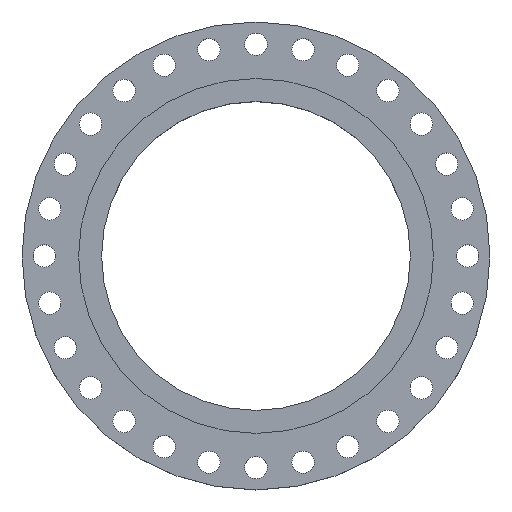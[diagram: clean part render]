
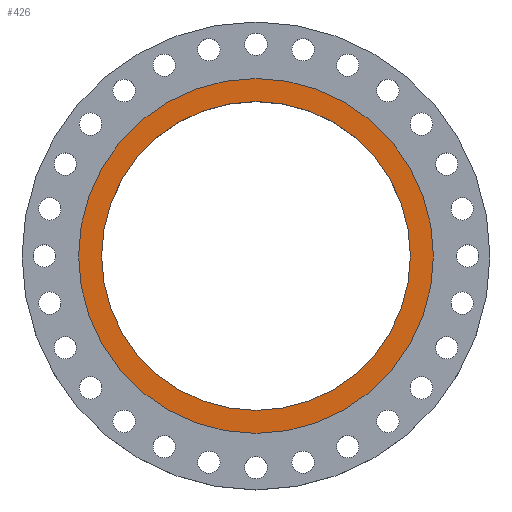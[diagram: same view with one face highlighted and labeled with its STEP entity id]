
A CAD part, top view. The second image highlights one B-rep face of the part: STEP entity #426.
In plain terms, the highlighted planar face has unit normal (0, 0, 1).
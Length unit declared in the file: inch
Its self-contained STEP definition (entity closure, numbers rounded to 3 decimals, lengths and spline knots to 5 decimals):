
#177 = EDGE_CURVE ( 'NONE', #1733, #1655, #1688, .T. ) ;
#219 = CARTESIAN_POINT ( 'NONE',  ( 16.875, 0., 0. ) ) ;
#372 = ORIENTED_EDGE ( 'NONE', *, *, #1963, .T. ) ;
#426 = ADVANCED_FACE ( 'NONE', ( #928, #538 ), #522, .F. ) ;
#500 = AXIS2_PLACEMENT_3D ( 'NONE', #2338, #2356, #934 ) ;
#513 = DIRECTION ( 'NONE',  ( -1., 0., 0. ) ) ;
#522 = PLANE ( 'NONE',  #877 ) ;
#538 = FACE_OUTER_BOUND ( 'NONE', #562, .T. ) ;
#562 = EDGE_LOOP ( 'NONE', ( #372, #1752 ) ) ;
#586 = DIRECTION ( 'NONE',  ( 0., 0., 1. ) ) ;
#611 = DIRECTION ( 'NONE',  ( 0., 0., 1. ) ) ;
#706 = EDGE_LOOP ( 'NONE', ( #2345, #979 ) ) ;
#862 = DIRECTION ( 'NONE',  ( 0., 0., 1. ) ) ;
#877 = AXIS2_PLACEMENT_3D ( 'NONE', #2148, #1349, #513 ) ;
#896 = EDGE_CURVE ( 'NONE', #1523, #2357, #1547, .T. ) ;
#913 = AXIS2_PLACEMENT_3D ( 'NONE', #2529, #862, #2097 ) ;
#928 = FACE_BOUND ( 'NONE', #706, .T. ) ;
#934 = DIRECTION ( 'NONE',  ( 1., 0., 0. ) ) ;
#979 = ORIENTED_EDGE ( 'NONE', *, *, #896, .F. ) ;
#1015 = DIRECTION ( 'NONE',  ( 1., 0., 0. ) ) ;
#1175 = AXIS2_PLACEMENT_3D ( 'NONE', #2254, #611, #2231 ) ;
#1221 = CARTESIAN_POINT ( 'NONE',  ( 0., 0., 0. ) ) ;
#1349 = DIRECTION ( 'NONE',  ( 0., 0., -1. ) ) ;
#1434 = CIRCLE ( 'NONE', #500, 14.6875 ) ;
#1500 = CARTESIAN_POINT ( 'NONE',  ( -16.875, 0., 0. ) ) ;
#1523 = VERTEX_POINT ( 'NONE', #2530 ) ;
#1547 = CIRCLE ( 'NONE', #913, 14.6875 ) ;
#1655 = VERTEX_POINT ( 'NONE', #219 ) ;
#1688 = CIRCLE ( 'NONE', #2410, 16.875 ) ;
#1733 = VERTEX_POINT ( 'NONE', #1500 ) ;
#1752 = ORIENTED_EDGE ( 'NONE', *, *, #177, .T. ) ;
#1842 = CARTESIAN_POINT ( 'NONE',  ( 14.6875, 0., 0. ) ) ;
#1963 = EDGE_CURVE ( 'NONE', #1655, #1733, #2025, .T. ) ;
#2025 = CIRCLE ( 'NONE', #1175, 16.875 ) ;
#2097 = DIRECTION ( 'NONE',  ( 1., 0., 0. ) ) ;
#2148 = CARTESIAN_POINT ( 'NONE',  ( 0., 14.6875, 0. ) ) ;
#2231 = DIRECTION ( 'NONE',  ( 1., 0., 0. ) ) ;
#2254 = CARTESIAN_POINT ( 'NONE',  ( 0., 0., 0. ) ) ;
#2338 = CARTESIAN_POINT ( 'NONE',  ( 0., 0., 0. ) ) ;
#2345 = ORIENTED_EDGE ( 'NONE', *, *, #2505, .F. ) ;
#2356 = DIRECTION ( 'NONE',  ( 0., 0., 1. ) ) ;
#2357 = VERTEX_POINT ( 'NONE', #1842 ) ;
#2410 = AXIS2_PLACEMENT_3D ( 'NONE', #1221, #586, #1015 ) ;
#2505 = EDGE_CURVE ( 'NONE', #2357, #1523, #1434, .T. ) ;
#2529 = CARTESIAN_POINT ( 'NONE',  ( 0., 0., 0. ) ) ;
#2530 = CARTESIAN_POINT ( 'NONE',  ( -14.6875, 0., 0. ) ) ;
